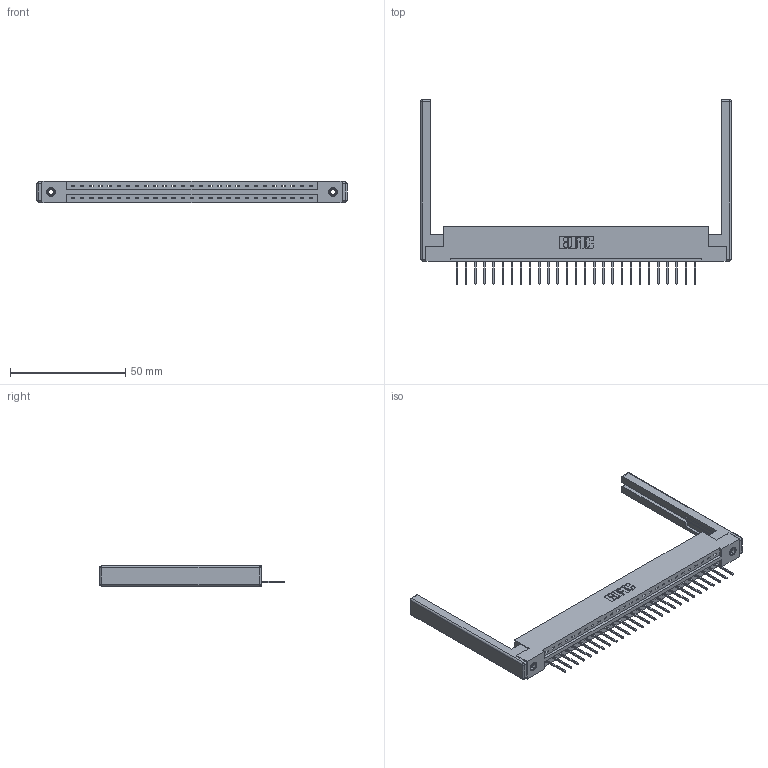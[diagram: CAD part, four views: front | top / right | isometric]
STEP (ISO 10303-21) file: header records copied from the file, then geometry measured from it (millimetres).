
FILE_DESCRIPTION (( 'STEP AP203' ), '1' );
FILE_NAME ('387-027-523-168.STEP', '2019-10-03T13:35:47', ( '' ), ( '' ), 'SwSTEP 2.0', 'SolidWorks 2016', '' );
FILE_SCHEMA (( 'CONFIG_CONTROL_DESIGN' ));
Length unit declared in the file: inch
Products named in the file (5): 345-250-001_345-250-001-102; 345-292-001_345-293-123; 337 Part_Flush Mounting Lugs - 0.156 Dia-TI; 387-027-523-168; 307-220-068
Assembly tree (32 placements, depth 2):
  387-027-523-168
    337 Part_Flush Mounting Lugs - 0.156 Dia-TI
    345-292-001_345-293-123  x27
    345-250-001_345-250-001-102  x2
    307-220-068  x2
Bounding box: 134.42 x 79.89 x 9.4 mm (x, y, z)
Volume: 18163.4 mm3; surface area: 18264.8 mm2
Topology: 32 solids, 32 shells, 1942 faces, 5777 edges, 3794 vertices
Faces by surface type: plane 1400, cylinder 518, cone 12, sphere 8, torus 4
Entity records: 24788 total; most frequent: CARTESIAN_POINT 4272, ORIENTED_EDGE 4224, DIRECTION 3700, EDGE_CURVE 2112, VECTOR 1934, LINE 1934, VERTEX_POINT 1398, AXIS2_PLACEMENT_3D 883
